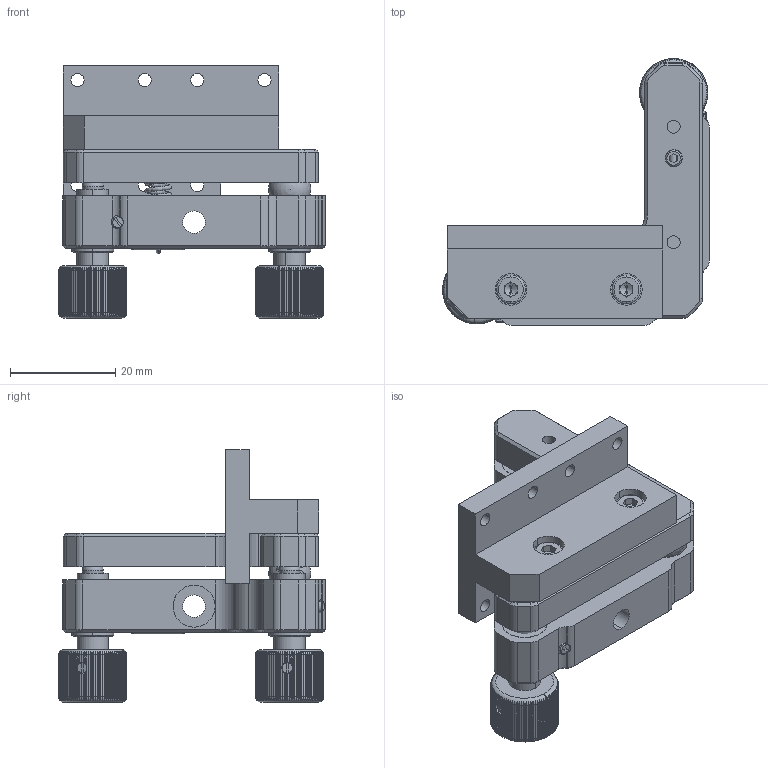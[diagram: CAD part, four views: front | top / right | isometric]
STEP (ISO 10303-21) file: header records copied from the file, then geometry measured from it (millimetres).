
FILE_DESCRIPTION (( 'STEP AP203' ), '1' );
FILE_NAME ('MM-Q-2H.STEP', '2022-07-18T07:49:40', ( '' ), ( '' ), 'SwSTEP 2.0', 'SolidWorks 2021', '' );
FILE_SCHEMA (( 'CONFIG_CONTROL_DESIGN' ));
Length unit declared in the file: millimetre
Products named in the file (1): MM-Q-2H
Bounding box: 50.8 x 50.8 x 48.03 mm (x, y, z)
Surface area: 15512.6 mm2 (no closed solid volume)
Topology: 0 solids, 33 shells, 924 faces, 2960 edges, 2047 vertices
Faces by surface type: plane 543, cylinder 300, cone 59, torus 12, sphere 6, bspline 4
Entity records: 36339 total; most frequent: CARTESIAN_POINT 11383, ORIENTED_EDGE 5407, DIRECTION 4707, EDGE_CURVE 2937, VERTEX_POINT 2038, AXIS2_PLACEMENT_3D 1682, LINE 1343, VECTOR 1343
